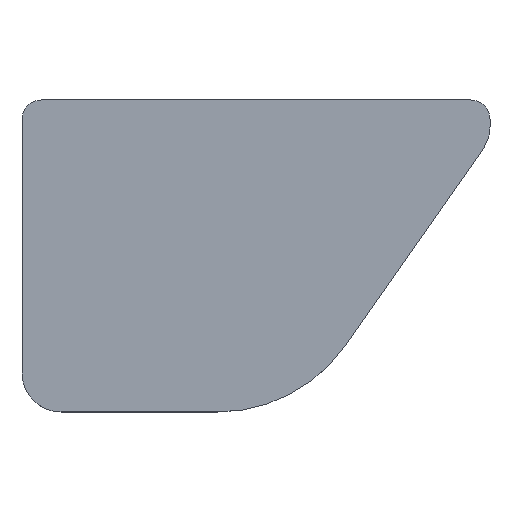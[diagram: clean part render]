
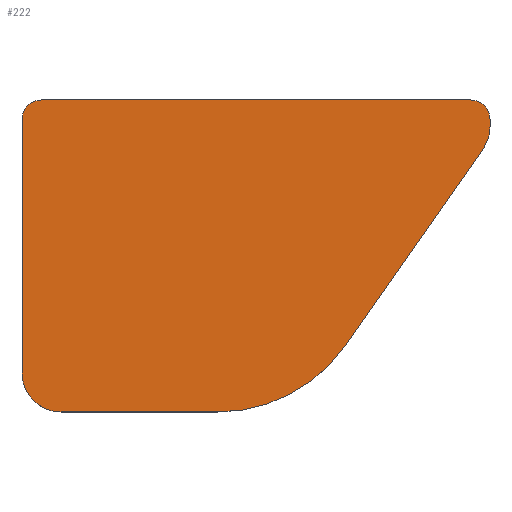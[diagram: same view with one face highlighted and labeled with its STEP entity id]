
A CAD part, top view. The second image highlights one B-rep face of the part: STEP entity #222.
In plain terms, the highlighted planar face has unit normal (0, 0, 1).
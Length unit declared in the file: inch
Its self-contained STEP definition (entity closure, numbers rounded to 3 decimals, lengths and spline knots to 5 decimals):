
#21=PLANE('',#258);
#33=FACE_OUTER_BOUND('',#45,.T.);
#45=EDGE_LOOP('',(#196,#197,#198,#199,#200,#201,#202,#203,#204,#205));
#50=LINE('',#340,#70);
#58=LINE('',#366,#78);
#60=LINE('',#372,#80);
#63=LINE('',#380,#83);
#65=LINE('',#386,#85);
#70=VECTOR('',#273,0.3937);
#78=VECTOR('',#297,0.3937);
#80=VECTOR('',#305,0.3937);
#83=VECTOR('',#314,0.3937);
#85=VECTOR('',#322,0.3937);
#87=CIRCLE('',#239,1.);
#92=CIRCLE('',#247,0.125);
#93=CIRCLE('',#250,0.25);
#94=CIRCLE('',#253,0.25);
#95=CIRCLE('',#256,0.125);
#98=VERTEX_POINT('',#330);
#99=VERTEX_POINT('',#332);
#101=VERTEX_POINT('',#338);
#109=VERTEX_POINT('',#358);
#110=VERTEX_POINT('',#359);
#111=VERTEX_POINT('',#364);
#112=VERTEX_POINT('',#368);
#113=VERTEX_POINT('',#374);
#114=VERTEX_POINT('',#378);
#115=VERTEX_POINT('',#382);
#118=EDGE_CURVE('',#98,#99,#87,.T.);
#122=EDGE_CURVE('',#101,#98,#50,.T.);
#131=EDGE_CURVE('',#109,#110,#92,.T.);
#135=EDGE_CURVE('',#109,#111,#58,.T.);
#136=EDGE_CURVE('',#112,#111,#93,.T.);
#138=EDGE_CURVE('',#112,#99,#60,.T.);
#139=EDGE_CURVE('',#113,#101,#94,.T.);
#142=EDGE_CURVE('',#113,#114,#63,.T.);
#143=EDGE_CURVE('',#115,#114,#95,.T.);
#145=EDGE_CURVE('',#115,#110,#65,.T.);
#196=ORIENTED_EDGE('',*,*,#118,.F.);
#197=ORIENTED_EDGE('',*,*,#122,.F.);
#198=ORIENTED_EDGE('',*,*,#139,.F.);
#199=ORIENTED_EDGE('',*,*,#142,.T.);
#200=ORIENTED_EDGE('',*,*,#143,.F.);
#201=ORIENTED_EDGE('',*,*,#145,.T.);
#202=ORIENTED_EDGE('',*,*,#131,.F.);
#203=ORIENTED_EDGE('',*,*,#135,.T.);
#204=ORIENTED_EDGE('',*,*,#136,.F.);
#205=ORIENTED_EDGE('',*,*,#138,.T.);
#222=ADVANCED_FACE('',(#33),#21,.T.);
#239=AXIS2_PLACEMENT_3D('',#333,#266,#267);
#247=AXIS2_PLACEMENT_3D('',#360,#290,#291);
#250=AXIS2_PLACEMENT_3D('',#369,#300,#301);
#253=AXIS2_PLACEMENT_3D('',#375,#308,#309);
#256=AXIS2_PLACEMENT_3D('',#383,#317,#318);
#258=AXIS2_PLACEMENT_3D('',#387,#323,#324);
#266=DIRECTION('center_axis',(0.,0.,-1.));
#267=DIRECTION('ref_axis',(0.462,-0.887,0.));
#273=DIRECTION('',(-0.574,-0.819,0.));
#290=DIRECTION('center_axis',(0.,0.,-1.));
#291=DIRECTION('ref_axis',(-0.707,0.707,0.));
#297=DIRECTION('',(0.,-1.,0.));
#300=DIRECTION('center_axis',(0.,0.,-1.));
#301=DIRECTION('ref_axis',(-0.707,-0.707,0.));
#305=DIRECTION('',(1.,0.,0.));
#308=DIRECTION('center_axis',(0.,0.,-1.));
#309=DIRECTION('ref_axis',(0.954,-0.301,0.));
#314=DIRECTION('',(0.,1.,0.));
#317=DIRECTION('center_axis',(0.,0.,-1.));
#318=DIRECTION('ref_axis',(0.707,0.707,0.));
#322=DIRECTION('',(-1.,0.,0.));
#323=DIRECTION('center_axis',(0.,0.,1.));
#324=DIRECTION('ref_axis',(1.,0.,0.));
#330=CARTESIAN_POINT('',(2.07322,0.42642,0.05));
#332=CARTESIAN_POINT('',(1.25407,0.,0.05));
#333=CARTESIAN_POINT('Origin',(1.25407,1.,0.05));
#338=CARTESIAN_POINT('',(2.95479,1.68543,0.05));
#340=CARTESIAN_POINT('',(2.27072,0.70849,0.05));
#358=CARTESIAN_POINT('',(0.,1.875,0.05));
#359=CARTESIAN_POINT('',(0.125,2.,0.05));
#360=CARTESIAN_POINT('Origin',(0.125,1.875,0.05));
#364=CARTESIAN_POINT('',(0.,0.25,0.05));
#366=CARTESIAN_POINT('',(0.,2.,0.05));
#368=CARTESIAN_POINT('',(0.25,0.,0.05));
#369=CARTESIAN_POINT('Origin',(0.25,0.25,0.05));
#372=CARTESIAN_POINT('',(0.,0.,0.05));
#374=CARTESIAN_POINT('',(3.,1.82882,0.05));
#375=CARTESIAN_POINT('Origin',(2.75,1.82882,0.05));
#378=CARTESIAN_POINT('',(3.,1.875,0.05));
#380=CARTESIAN_POINT('',(3.,0.,0.05));
#382=CARTESIAN_POINT('',(2.875,2.,0.05));
#383=CARTESIAN_POINT('Origin',(2.875,1.875,0.05));
#386=CARTESIAN_POINT('',(3.,2.,0.05));
#387=CARTESIAN_POINT('Origin',(1.5,1.,0.05));
